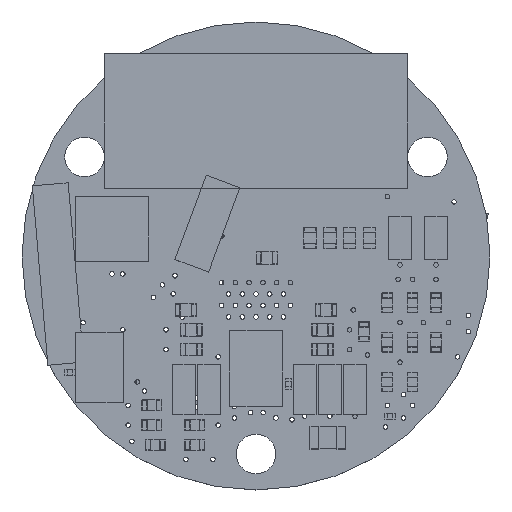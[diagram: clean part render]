
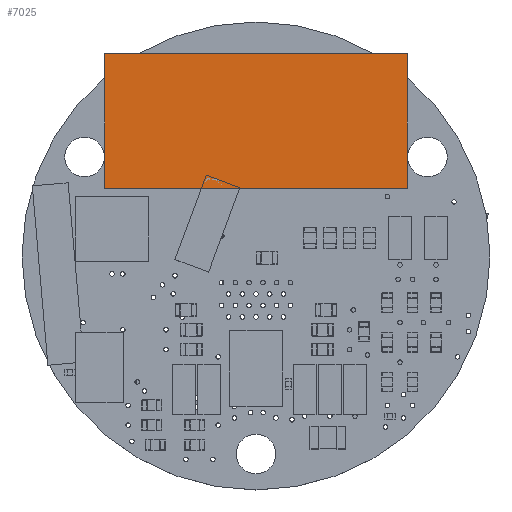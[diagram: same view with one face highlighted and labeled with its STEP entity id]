
A CAD part, top view. The second image highlights one B-rep face of the part: STEP entity #7025.
In plain terms, the highlighted planar face has unit normal (0, 0, 1).
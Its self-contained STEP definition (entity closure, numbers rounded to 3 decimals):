
#665=PLANE('',#7913);
#954=FACE_OUTER_BOUND('',#1595,.T.);
#1595=EDGE_LOOP('',(#5484,#5485,#5486,#5487));
#1964=LINE('',#11329,#2473);
#1967=LINE('',#11335,#2476);
#1970=LINE('',#11341,#2479);
#1973=LINE('',#11345,#2482);
#2473=VECTOR('',#9298,10.);
#2476=VECTOR('',#9303,10.);
#2479=VECTOR('',#9308,10.);
#2482=VECTOR('',#9313,10.);
#3489=VERTEX_POINT('',#11326);
#3490=VERTEX_POINT('',#11328);
#3492=VERTEX_POINT('',#11334);
#3494=VERTEX_POINT('',#11340);
#4180=EDGE_CURVE('',#3490,#3489,#1964,.T.);
#4183=EDGE_CURVE('',#3492,#3490,#1967,.T.);
#4186=EDGE_CURVE('',#3494,#3492,#1970,.T.);
#4189=EDGE_CURVE('',#3489,#3494,#1973,.T.);
#5484=ORIENTED_EDGE('',*,*,#4189,.T.);
#5485=ORIENTED_EDGE('',*,*,#4186,.T.);
#5486=ORIENTED_EDGE('',*,*,#4183,.T.);
#5487=ORIENTED_EDGE('',*,*,#4180,.T.);
#7025=ADVANCED_FACE('',(#954),#665,.T.);
#7913=AXIS2_PLACEMENT_3D('',#11346,#9314,#9315);
#9298=DIRECTION('',(-1.,0.,0.));
#9303=DIRECTION('',(0.,1.,0.));
#9308=DIRECTION('',(1.,0.,0.));
#9313=DIRECTION('',(0.,-1.,0.));
#9314=DIRECTION('center_axis',(0.,0.,1.));
#9315=DIRECTION('ref_axis',(1.,0.,0.));
#11326=CARTESIAN_POINT('',(-8.4,3.75,0.1));
#11328=CARTESIAN_POINT('',(8.4,3.75,0.1));
#11329=CARTESIAN_POINT('',(8.4,3.75,0.1));
#11334=CARTESIAN_POINT('',(8.4,-3.75,0.1));
#11335=CARTESIAN_POINT('',(8.4,-3.75,0.1));
#11340=CARTESIAN_POINT('',(-8.4,-3.75,0.1));
#11341=CARTESIAN_POINT('',(-8.4,-3.75,0.1));
#11345=CARTESIAN_POINT('',(-8.4,3.75,0.1));
#11346=CARTESIAN_POINT('Origin',(0.,0.,0.1));
